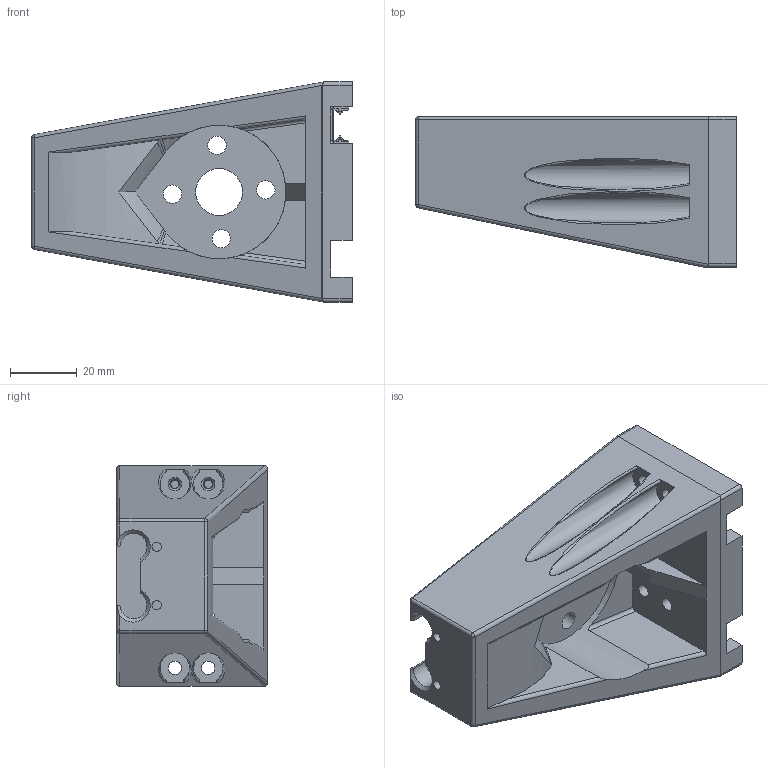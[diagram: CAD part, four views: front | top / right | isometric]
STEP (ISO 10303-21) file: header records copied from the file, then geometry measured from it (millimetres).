
FILE_DESCRIPTION(/* description */ (''),/* implementation_level */ '2;1');
FILE_NAME(/* name */ 'Rear Z Axis Carriage T12.step',/* time_stamp */ '2021-12-27T11:00:03-06:00',/* author */ (''),/* organization */ (''),/* preprocessor_version */ 'ST-DEVELOPER v18.1',/* originating_system */ 'Autodesk Translation Framework v10.10.0.1391',/* authorisation */ '');
FILE_SCHEMA (('AUTOMOTIVE_DESIGN { 1 0 10303 214 3 1 1 }'));
Length unit declared in the file: millimetre
Products named in the file (12): Rear Z Axis Carriage T12; MGN9-C v2; Component10; Component1; Component2; Component3; Component4; Component5; Component6; Component7; Component8; Component9
Assembly tree (11 placements, depth 4):
  Rear Z Axis Carriage T12
    MGN9-C v2
      Component10
        Component1
        Component2
        Component3
        Component4
        Component5
        Component6
        Component7
        Component8
        Component9
Bounding box: 96 x 45.17 x 66 mm (x, y, z)
Volume: 106517.3 mm3; surface area: 34689.1 mm2
Topology: 10 solids, 10 shells, 450 faces, 1240 edges, 815 vertices
Faces by surface type: plane 267, cylinder 149, bspline 20, sphere 8, cone 6
Full cylindrical faces by diameter (mm): 1.288 x5, 2.529 x20, 2.603 x4, 2.8 x2, 3.086 x20, 4 x8, 5.5 x4, 14 x1
Entity records: 20731 total; most frequent: CARTESIAN_POINT 9044, ORIENTED_EDGE 2480, DIRECTION 2193, EDGE_CURVE 1240, VERTEX_POINT 815, LINE 781, VECTOR 781, AXIS2_PLACEMENT_3D 706
